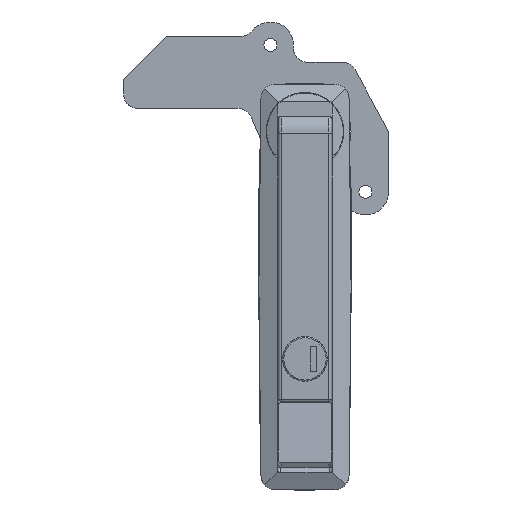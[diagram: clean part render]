
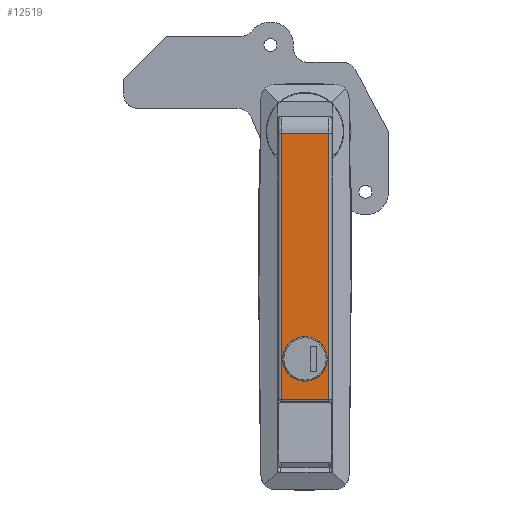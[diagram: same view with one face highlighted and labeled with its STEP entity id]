
A CAD part, top view. The second image highlights one B-rep face of the part: STEP entity #12519.
In plain terms, the highlighted face is planar.
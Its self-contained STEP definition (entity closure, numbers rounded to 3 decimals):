
#672 = VERTEX_POINT ( 'NONE', #7002 ) ;
#1328 = LINE ( 'NONE', #7804, #4328 ) ;
#1477 = AXIS2_PLACEMENT_3D ( 'NONE', #5792, #9815, #15484 ) ;
#1829 = VECTOR ( 'NONE', #13848, 1000. ) ;
#2593 = CARTESIAN_POINT ( 'NONE',  ( -8.25, -79., -7.4 ) ) ;
#2605 = FACE_OUTER_BOUND ( 'NONE', #8343, .T. ) ;
#3108 = CARTESIAN_POINT ( 'NONE',  ( -8.25, -93., -7.4 ) ) ;
#4328 = VECTOR ( 'NONE', #9254, 1000. ) ;
#5057 = EDGE_CURVE ( 'NONE', #5295, #672, #5431, .T. ) ;
#5102 = VERTEX_POINT ( 'NONE', #13987 ) ;
#5110 = EDGE_CURVE ( 'NONE', #5244, #6633, #12340, .T. ) ;
#5244 = VERTEX_POINT ( 'NONE', #16137 ) ;
#5295 = VERTEX_POINT ( 'NONE', #9081 ) ;
#5431 = CIRCLE ( 'NONE', #1477, 7.75 ) ;
#5465 = DIRECTION ( 'NONE',  ( 0., 0., -1. ) ) ;
#5792 = CARTESIAN_POINT ( 'NONE',  ( 0., -79., -7.4 ) ) ;
#5917 = LINE ( 'NONE', #2593, #1829 ) ;
#6113 = ORIENTED_EDGE ( 'NONE', *, *, #12344, .T. ) ;
#6148 = DIRECTION ( 'NONE',  ( 1., 0., 0. ) ) ;
#6191 = ORIENTED_EDGE ( 'NONE', *, *, #17666, .T. ) ;
#6633 = VERTEX_POINT ( 'NONE', #9423 ) ;
#6677 = AXIS2_PLACEMENT_3D ( 'NONE', #16618, #9458, #6742 ) ;
#6742 = DIRECTION ( 'NONE',  ( -1., 0., 0. ) ) ;
#7002 = CARTESIAN_POINT ( 'NONE',  ( 7.75, -79., -7.4 ) ) ;
#7119 = CIRCLE ( 'NONE', #6677, 7.75 ) ;
#7150 = CARTESIAN_POINT ( 'NONE',  ( 8.25, -79., -7.4 ) ) ;
#7460 = CARTESIAN_POINT ( 'NONE',  ( -9.25, -0.59, -7.4 ) ) ;
#7804 = CARTESIAN_POINT ( 'NONE',  ( 0., -93., -7.4 ) ) ;
#8100 = ORIENTED_EDGE ( 'NONE', *, *, #5057, .F. ) ;
#8343 = EDGE_LOOP ( 'NONE', ( #6191, #12239, #6113, #10952 ) ) ;
#8473 = DIRECTION ( 'NONE',  ( 0., -1., 0. ) ) ;
#8612 = FACE_BOUND ( 'NONE', #14354, .T. ) ;
#9081 = CARTESIAN_POINT ( 'NONE',  ( -7.75, -79., -7.4 ) ) ;
#9254 = DIRECTION ( 'NONE',  ( -1., 0., 0. ) ) ;
#9423 = CARTESIAN_POINT ( 'NONE',  ( 8.25, -93., -7.4 ) ) ;
#9458 = DIRECTION ( 'NONE',  ( 0., 0., -1. ) ) ;
#9530 = LINE ( 'NONE', #7460, #17080 ) ;
#9815 = DIRECTION ( 'NONE',  ( 0., 0., -1. ) ) ;
#10258 = EDGE_CURVE ( 'NONE', #672, #5295, #7119, .T. ) ;
#10952 = ORIENTED_EDGE ( 'NONE', *, *, #16395, .T. ) ;
#12239 = ORIENTED_EDGE ( 'NONE', *, *, #5110, .T. ) ;
#12289 = PLANE ( 'NONE',  #14882 ) ;
#12340 = LINE ( 'NONE', #7150, #13830 ) ;
#12344 = EDGE_CURVE ( 'NONE', #6633, #14709, #1328, .T. ) ;
#12519 = ADVANCED_FACE ( 'NONE', ( #2605, #8612 ), #12289, .T. ) ;
#13473 = CARTESIAN_POINT ( 'NONE',  ( 0., -79., -7.4 ) ) ;
#13830 = VECTOR ( 'NONE', #8473, 1000. ) ;
#13848 = DIRECTION ( 'NONE',  ( 0., 1., 0. ) ) ;
#13987 = CARTESIAN_POINT ( 'NONE',  ( -8.25, -0.59, -7.4 ) ) ;
#14354 = EDGE_LOOP ( 'NONE', ( #8100, #15859 ) ) ;
#14709 = VERTEX_POINT ( 'NONE', #3108 ) ;
#14882 = AXIS2_PLACEMENT_3D ( 'NONE', #13473, #5465, #15103 ) ;
#15103 = DIRECTION ( 'NONE',  ( -1., 0., 0. ) ) ;
#15484 = DIRECTION ( 'NONE',  ( -1., 0., 0. ) ) ;
#15859 = ORIENTED_EDGE ( 'NONE', *, *, #10258, .F. ) ;
#16137 = CARTESIAN_POINT ( 'NONE',  ( 8.25, -0.59, -7.4 ) ) ;
#16395 = EDGE_CURVE ( 'NONE', #14709, #5102, #5917, .T. ) ;
#16618 = CARTESIAN_POINT ( 'NONE',  ( 0., -79., -7.4 ) ) ;
#17080 = VECTOR ( 'NONE', #6148, 1000. ) ;
#17666 = EDGE_CURVE ( 'NONE', #5102, #5244, #9530, .T. ) ;
